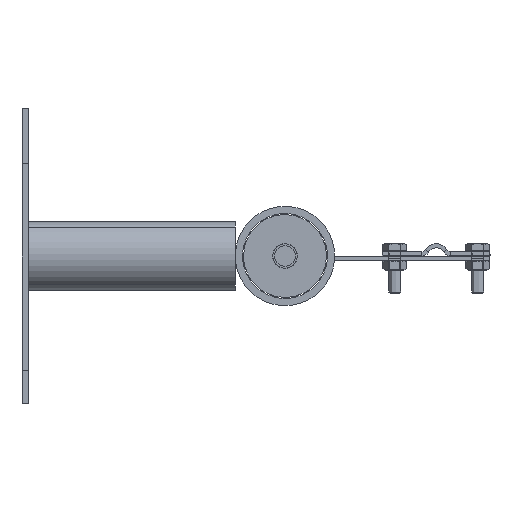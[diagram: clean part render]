
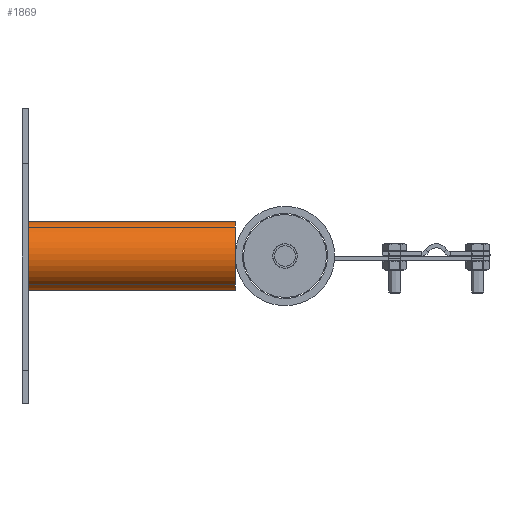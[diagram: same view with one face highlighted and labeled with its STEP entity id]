
A CAD part, front view. The second image highlights one B-rep face of the part: STEP entity #1869.
In plain terms, the highlighted cylindrical face has radius 16.75 mm (diameter 33.5 mm), a full revolution.
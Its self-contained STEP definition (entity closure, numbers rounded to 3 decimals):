
#304=CYLINDRICAL_SURFACE('',#2316,16.75);
#412=FACE_OUTER_BOUND('',#561,.T.);
#561=EDGE_LOOP('',(#1722,#1723,#1724,#1725));
#688=LINE('',#3491,#805);
#805=VECTOR('',#2864,16.75);
#884=CIRCLE('',#2317,16.75);
#885=CIRCLE('',#2318,16.75);
#1032=VERTEX_POINT('',#3488);
#1033=VERTEX_POINT('',#3490);
#1264=EDGE_CURVE('',#1032,#1032,#884,.T.);
#1265=EDGE_CURVE('',#1032,#1033,#688,.T.);
#1266=EDGE_CURVE('',#1033,#1033,#885,.T.);
#1722=ORIENTED_EDGE('',*,*,#1264,.F.);
#1723=ORIENTED_EDGE('',*,*,#1265,.T.);
#1724=ORIENTED_EDGE('',*,*,#1266,.T.);
#1725=ORIENTED_EDGE('',*,*,#1265,.F.);
#1869=ADVANCED_FACE('',(#412),#304,.T.);
#2316=AXIS2_PLACEMENT_3D('',#3487,#2860,#2861);
#2317=AXIS2_PLACEMENT_3D('',#3489,#2862,#2863);
#2318=AXIS2_PLACEMENT_3D('',#3492,#2865,#2866);
#2860=DIRECTION('center_axis',(0.,0.,1.));
#2861=DIRECTION('ref_axis',(1.,0.,0.));
#2862=DIRECTION('center_axis',(0.,0.,1.));
#2863=DIRECTION('ref_axis',(1.,0.,0.));
#2864=DIRECTION('',(0.,0.,-1.));
#2865=DIRECTION('center_axis',(0.,0.,1.));
#2866=DIRECTION('ref_axis',(1.,0.,0.));
#3487=CARTESIAN_POINT('Origin',(0.,0.,0.));
#3488=CARTESIAN_POINT('',(-16.75,0.,100.));
#3489=CARTESIAN_POINT('Origin',(0.,0.,100.));
#3490=CARTESIAN_POINT('',(-16.75,0.,0.));
#3491=CARTESIAN_POINT('',(-16.75,0.,0.));
#3492=CARTESIAN_POINT('Origin',(0.,0.,0.));
